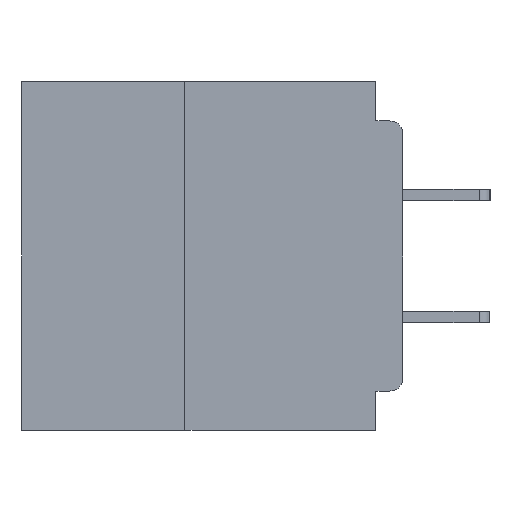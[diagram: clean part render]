
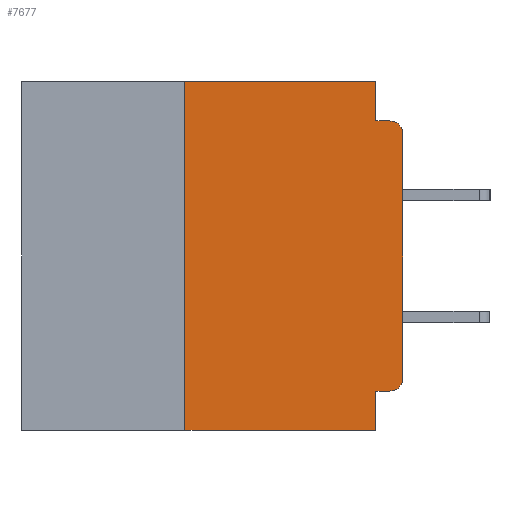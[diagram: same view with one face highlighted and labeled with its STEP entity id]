
A CAD part, left-side view. The second image highlights one B-rep face of the part: STEP entity #7677.
In plain terms, the highlighted planar face has unit normal (-1, 0, 0).
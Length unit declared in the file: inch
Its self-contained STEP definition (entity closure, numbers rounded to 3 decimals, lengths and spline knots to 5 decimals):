
#1460 = EDGE_CURVE ( 'NONE', #15862, #8248, #18735, .T. ) ;
#1547 = CARTESIAN_POINT ( 'NONE',  ( 0., 0.437, -0.4 ) ) ;
#2108 = AXIS2_PLACEMENT_3D ( 'NONE', #56279, #29700, #2925 ) ;
#2601 = CARTESIAN_POINT ( 'NONE',  ( 0., 0.031, 0. ) ) ;
#2925 = DIRECTION ( 'NONE',  ( 0., 0., -1. ) ) ;
#2957 = AXIS2_PLACEMENT_3D ( 'NONE', #46015, #54877, #28286 ) ;
#3217 = DIRECTION ( 'NONE',  ( 0., 1., 0. ) ) ;
#3813 = ORIENTED_EDGE ( 'NONE', *, *, #13172, .F. ) ;
#4499 = CARTESIAN_POINT ( 'NONE',  ( 0., 0.25, -0.4 ) ) ;
#5815 = LINE ( 'NONE', #7192, #29558 ) ;
#5949 = VECTOR ( 'NONE', #35749, 39.37008 ) ;
#6052 = CARTESIAN_POINT ( 'NONE',  ( 0., 0.25, 0. ) ) ;
#6919 = CARTESIAN_POINT ( 'NONE',  ( 0., 0.031, -0.355 ) ) ;
#7192 = CARTESIAN_POINT ( 'NONE',  ( 0., 0.437, 0. ) ) ;
#7384 = VECTOR ( 'NONE', #24247, 39.37008 ) ;
#7677 = ADVANCED_FACE ( 'NONE', ( #18819 ), #19111, .F. ) ;
#8248 = VERTEX_POINT ( 'NONE', #32293 ) ;
#8499 = VERTEX_POINT ( 'NONE', #16262 ) ;
#10101 = CARTESIAN_POINT ( 'NONE',  ( 0., 0., -0.34 ) ) ;
#10752 = CARTESIAN_POINT ( 'NONE',  ( 0., 0., -0.06 ) ) ;
#11309 = VERTEX_POINT ( 'NONE', #13931 ) ;
#11463 = ORIENTED_EDGE ( 'NONE', *, *, #1460, .F. ) ;
#11768 = VECTOR ( 'NONE', #49656, 39.37008 ) ;
#12204 = VECTOR ( 'NONE', #50734, 39.37008 ) ;
#12277 = LINE ( 'NONE', #4499, #5949 ) ;
#13172 = EDGE_CURVE ( 'NONE', #38002, #11309, #32617, .T. ) ;
#13295 = VERTEX_POINT ( 'NONE', #10752 ) ;
#13931 = CARTESIAN_POINT ( 'NONE',  ( 0., 0.031, -0.4 ) ) ;
#14538 = EDGE_CURVE ( 'NONE', #32370, #13295, #31051, .T. ) ;
#15018 = ORIENTED_EDGE ( 'NONE', *, *, #46298, .T. ) ;
#15045 = DIRECTION ( 'NONE',  ( -1., 0., 0. ) ) ;
#15224 = CARTESIAN_POINT ( 'NONE',  ( 0., 0.031, 0. ) ) ;
#15351 = ORIENTED_EDGE ( 'NONE', *, *, #28368, .F. ) ;
#15862 = VERTEX_POINT ( 'NONE', #56866 ) ;
#16262 = CARTESIAN_POINT ( 'NONE',  ( 0., 0.25, -0.4 ) ) ;
#18735 = LINE ( 'NONE', #26360, #29221 ) ;
#18819 = FACE_OUTER_BOUND ( 'NONE', #53445, .T. ) ;
#19025 = CIRCLE ( 'NONE', #2108, 0.015 ) ;
#19111 = PLANE ( 'NONE',  #2957 ) ;
#20241 = EDGE_CURVE ( 'NONE', #26569, #15862, #23157, .T. ) ;
#21654 = ORIENTED_EDGE ( 'NONE', *, *, #24301, .T. ) ;
#23157 = LINE ( 'NONE', #2601, #36399 ) ;
#24242 = LINE ( 'NONE', #34289, #56843 ) ;
#24247 = DIRECTION ( 'NONE',  ( 0., 0., 1. ) ) ;
#24301 = EDGE_CURVE ( 'NONE', #55100, #32370, #19025, .T. ) ;
#25538 = DIRECTION ( 'NONE',  ( 0., -1., 0. ) ) ;
#26360 = CARTESIAN_POINT ( 'NONE',  ( 0., 0., -0.045 ) ) ;
#26520 = VERTEX_POINT ( 'NONE', #6052 ) ;
#26569 = VERTEX_POINT ( 'NONE', #15224 ) ;
#28286 = DIRECTION ( 'NONE',  ( 0., 0., -1. ) ) ;
#28368 = EDGE_CURVE ( 'NONE', #55100, #38002, #24242, .T. ) ;
#28698 = CARTESIAN_POINT ( 'NONE',  ( 0., 0., 0. ) ) ;
#29219 = EDGE_CURVE ( 'NONE', #8499, #26520, #12277, .T. ) ;
#29221 = VECTOR ( 'NONE', #25538, 39.37008 ) ;
#29558 = VECTOR ( 'NONE', #38374, 39.37008 ) ;
#29700 = DIRECTION ( 'NONE',  ( -1., 0., 0. ) ) ;
#30878 = ORIENTED_EDGE ( 'NONE', *, *, #14538, .T. ) ;
#31051 = LINE ( 'NONE', #28698, #7384 ) ;
#32293 = CARTESIAN_POINT ( 'NONE',  ( 0., 0.015, -0.045 ) ) ;
#32370 = VERTEX_POINT ( 'NONE', #10101 ) ;
#32617 = LINE ( 'NONE', #45208, #11768 ) ;
#33864 = DIRECTION ( 'NONE',  ( 0., 0., -1. ) ) ;
#34289 = CARTESIAN_POINT ( 'NONE',  ( 0., 0., -0.355 ) ) ;
#35749 = DIRECTION ( 'NONE',  ( 0., 0., 1. ) ) ;
#36399 = VECTOR ( 'NONE', #33864, 39.37008 ) ;
#36500 = ORIENTED_EDGE ( 'NONE', *, *, #20241, .F. ) ;
#38002 = VERTEX_POINT ( 'NONE', #6919 ) ;
#38374 = DIRECTION ( 'NONE',  ( 0., -1., 0. ) ) ;
#39436 = EDGE_CURVE ( 'NONE', #26520, #26569, #5815, .T. ) ;
#39578 = CIRCLE ( 'NONE', #53117, 0.015 ) ;
#41788 = CARTESIAN_POINT ( 'NONE',  ( 0., 0.015, -0.06 ) ) ;
#43921 = ORIENTED_EDGE ( 'NONE', *, *, #29219, .F. ) ;
#45208 = CARTESIAN_POINT ( 'NONE',  ( 0., 0.031, -0.4 ) ) ;
#46015 = CARTESIAN_POINT ( 'NONE',  ( 0., 0.437, 0. ) ) ;
#46248 = DIRECTION ( 'NONE',  ( 0., 0., -1. ) ) ;
#46288 = ORIENTED_EDGE ( 'NONE', *, *, #53049, .T. ) ;
#46298 = EDGE_CURVE ( 'NONE', #13295, #8248, #39578, .T. ) ;
#46754 = ORIENTED_EDGE ( 'NONE', *, *, #39436, .F. ) ;
#47715 = LINE ( 'NONE', #1547, #12204 ) ;
#49656 = DIRECTION ( 'NONE',  ( 0., 0., -1. ) ) ;
#50734 = DIRECTION ( 'NONE',  ( 0., -1., 0. ) ) ;
#53049 = EDGE_CURVE ( 'NONE', #8499, #11309, #47715, .T. ) ;
#53117 = AXIS2_PLACEMENT_3D ( 'NONE', #41788, #15045, #46248 ) ;
#53445 = EDGE_LOOP ( 'NONE', ( #30878, #15018, #11463, #36500, #46754, #43921, #46288, #3813, #15351, #21654 ) ) ;
#54877 = DIRECTION ( 'NONE',  ( 1., 0., 0. ) ) ;
#55100 = VERTEX_POINT ( 'NONE', #56836 ) ;
#56279 = CARTESIAN_POINT ( 'NONE',  ( 0., 0.015, -0.34 ) ) ;
#56836 = CARTESIAN_POINT ( 'NONE',  ( 0., 0.015, -0.355 ) ) ;
#56843 = VECTOR ( 'NONE', #3217, 39.37008 ) ;
#56866 = CARTESIAN_POINT ( 'NONE',  ( 0., 0.031, -0.045 ) ) ;
